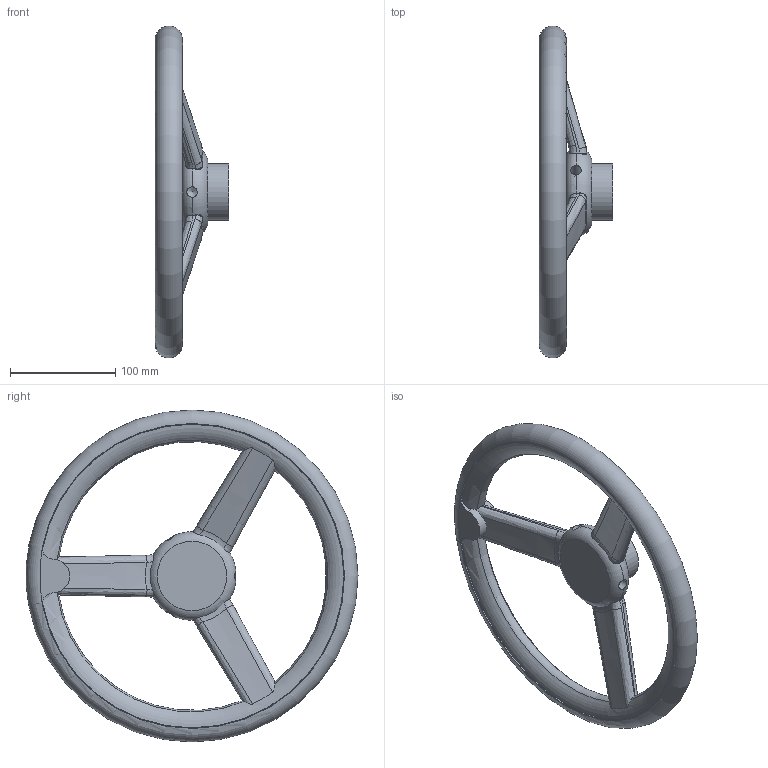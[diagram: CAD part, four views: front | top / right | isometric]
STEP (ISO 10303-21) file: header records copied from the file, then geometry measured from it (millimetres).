
FILE_DESCRIPTION(/* description */ (''),/* implementation_level */ '2;1');
FILE_NAME(/* name */ 'NRP_315',/* time_stamp */ '2012-11-23T16:14:46+08:00',/* author */ (''),/* organization */ (''),/* preprocessor_version */ 'ST-DEVELOPER v9',/* originating_system */ 'UGS - NX 4.0',/* authorisation */ '');
FILE_SCHEMA (('CONFIG_CONTROL_DESIGN'));
Length unit declared in the file: millimetre
Products named in the file (1): Admi19D9xlkc
Bounding box: 70 x 315 x 315 mm (x, y, z)
Volume: 805871.8 mm3; surface area: 122634.1 mm2
Topology: 1 solids, 1 shells, 84 faces, 244 edges, 154 vertices
Faces by surface type: bspline 24, torus 17, cylinder 16, plane 16, cone 11
Full cylindrical faces by diameter (mm): 10 x3, 54 x1
Entity records: 3217 total; most frequent: CARTESIAN_POINT 1365, ORIENTED_EDGE 434, DIRECTION 270, EDGE_CURVE 217, VERTEX_POINT 142, B_SPLINE_CURVE_WITH_KNOTS 134, AXIS2_PLACEMENT_3D 126, EDGE_LOOP 94
